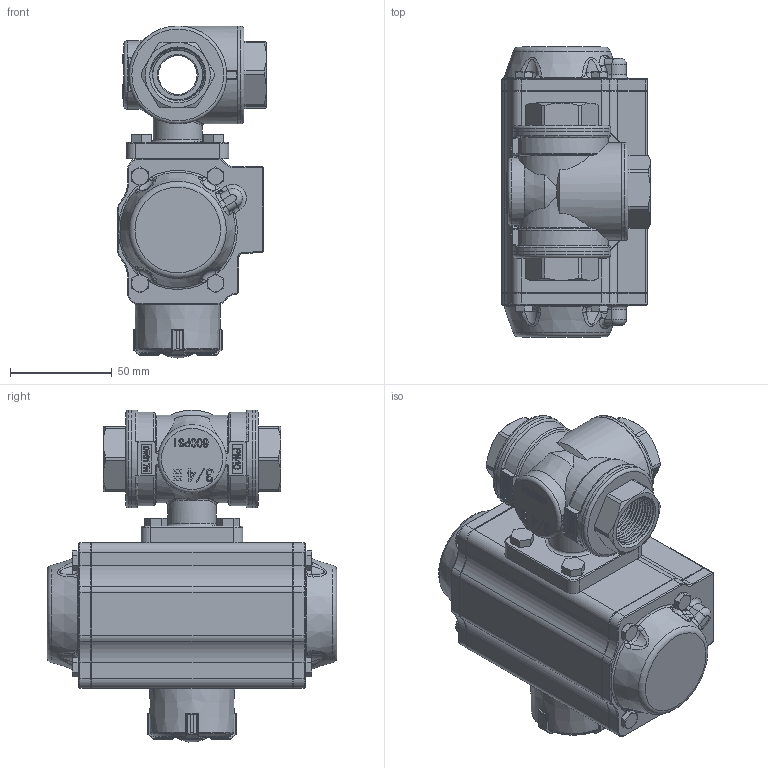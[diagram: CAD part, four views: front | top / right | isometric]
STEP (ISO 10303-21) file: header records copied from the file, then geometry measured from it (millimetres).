
FILE_DESCRIPTION(/* description */ ('Unknown','CAx-IF Rec.Pracs.---Representation and Presentation of Product Manufacturing Information (PMI)---4.0---2014-10-13','CAx-IF Rec.Pracs.---3D Tessellated Geometry---0.4---2014-09-14','2;1'),/* implementation_level */ '2;1');
FILE_NAME(/* name */ 'DW02 0837_0838-05',/* time_stamp */ '2023-10-31T09:13:07+01:00',/* author */ ('Unknown'),/* organization */ ('Unknown'),/* preprocessor_version */ 'ST-DEVELOPER v18.102',/* originating_system */ 'Solid Edge',/* authorisation */ 'Unknown');
FILE_SCHEMA (('AP242_MANAGED_MODEL_BASED_3D_ENGINEERING_MIM_LF { 1 0 10303 442 1 1 4 }'));
Products named in the file (12): DW20-2.330_335.020; DW20_FR15; KP-50; cup head square neck bolts grade b gb_GB_FASTENER_BOLT_CHSNBSHB M6X25
-N; ________(___________; _____________; ______; 2.330_335.020; 002; 001; 005; DIN558_M_6x16.1.3
Assembly tree (17 placements, depth 3):
  DW20-2.330_335.020
    DW20_FR15
      KP-50
      cup head square neck bolts grade b gb_GB_FASTENER_BOLT_CHSNBSHB M6X25
-N
      ________(___________  x2
      _____________  x2
      ______
    2.330_335.020
      002  x3
      001
      005
    DIN558_M_6x16.1.3  x3
Bounding box: 73 x 142.2 x 162.83 mm (x, y, z)
Volume: 680469.2 mm3; surface area: 116287.6 mm2
Topology: 15 solids, 15 shells, 1637 faces, 4101 edges, 2546 vertices
Faces by surface type: plane 635, cylinder 422, bspline 238, cone 197, torus 132, sphere 13
Full cylindrical faces by diameter (mm): 2.1 x2, 3 x16, 3.3 x8, 4.2 x13, 5 x5, 6 x4, 6.2 x1, 7 x3, 8.8 x2, 9.8 x2, 11.7 x1, 13 x4, 13.9 x1, 14.2 x1, 15 x1, 15.9 x1, 16 x1, 18 x1, 19 x3, 20 x1, 23.5 x1, 24 x1, 24.5 x24, 28 x4, 33.5 x1, 34 x3, 38.5 x1, 39 x3, 39.5 x6, 42 x3
Entity records: 56444 total; most frequent: CARTESIAN_POINT 25927, ORIENTED_EDGE 6384, DIRECTION 5793, EDGE_CURVE 3192, AXIS2_PLACEMENT_3D 2120, VERTEX_POINT 2089, FACE_BOUND 1623, EDGE_LOOP 1604
